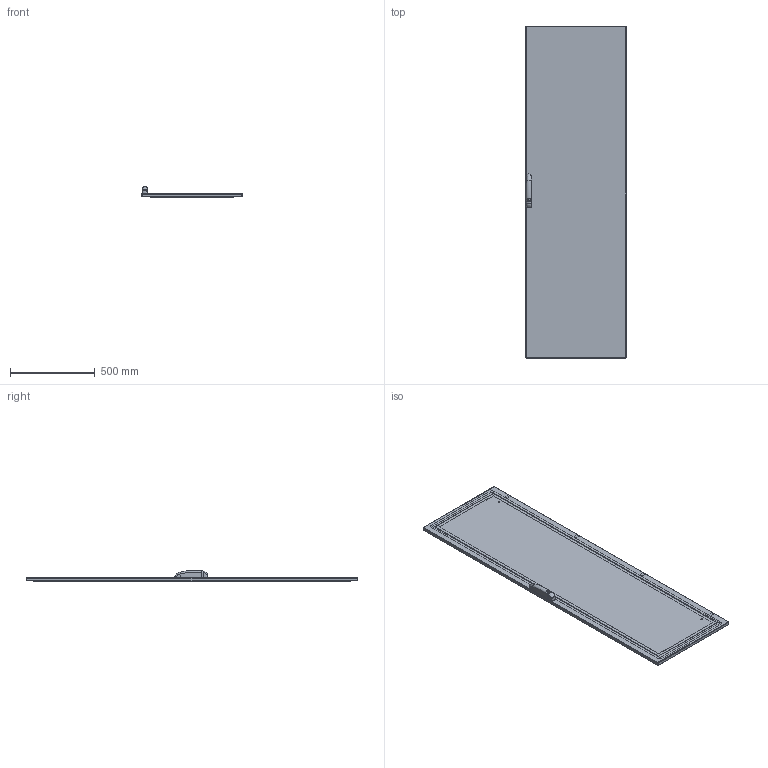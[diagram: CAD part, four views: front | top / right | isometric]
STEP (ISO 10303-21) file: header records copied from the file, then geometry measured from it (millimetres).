
FILE_DESCRIPTION (( 'STEP AP203' ), '1' );
FILE_NAME ('EUPO060200.STEP', '2021-03-15T10:47:59', ( '' ), ( '' ), 'SwSTEP 2.0', 'SolidWorks 2019', '' );
FILE_SCHEMA (( 'CONFIG_CONTROL_DESIGN' ));
Length unit declared in the file: millimetre
Products named in the file (3): AR_ENUX_Porta_singola_2.0_0600x2000_ANT; AR_ENUX_nuova_maniglia_mesan; EUPO060200
Assembly tree (2 placements, depth 2):
  EUPO060200
    AR_ENUX_Porta_singola_2.0_0600x2000_ANT
    AR_ENUX_nuova_maniglia_mesan
Bounding box: 595 x 1960 x 65 mm (x, y, z)
Volume: 3489996.9 mm3; surface area: 3061603.1 mm2
Topology: 2 solids, 2 shells, 806 faces, 2324 edges, 1526 vertices
Faces by surface type: cylinder 508, plane 255, bspline 25, sphere 8, torus 6, cone 4
Entity records: 31300 total; most frequent: CARTESIAN_POINT 8341, DIRECTION 4857, ORIENTED_EDGE 4624, EDGE_CURVE 2312, AXIS2_PLACEMENT_3D 1817, VERTEX_POINT 1526, VECTOR 1223, LINE 1223
